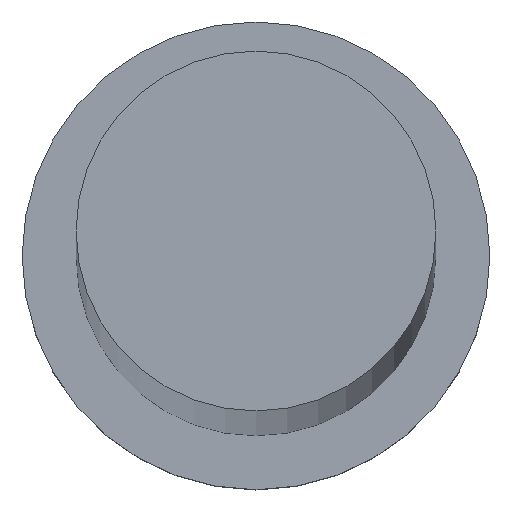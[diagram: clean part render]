
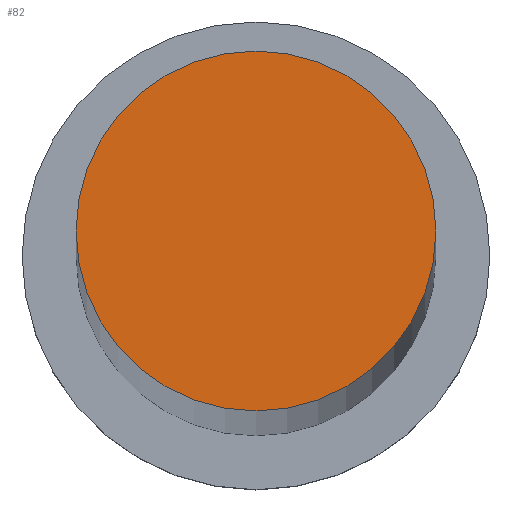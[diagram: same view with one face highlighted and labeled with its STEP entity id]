
A CAD part, top view. The second image highlights one B-rep face of the part: STEP entity #82.
In plain terms, the highlighted planar face has unit normal (0, 0, 1).
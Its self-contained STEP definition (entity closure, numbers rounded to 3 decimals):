
#6 = AXIS2_PLACEMENT_3D ( 'NONE', #231, #133, #235 ) ;
#14 = DIRECTION ( 'NONE',  ( 0., 0., 1. ) ) ;
#31 = CARTESIAN_POINT ( 'NONE',  ( -10., 0., 800. ) ) ;
#44 = AXIS2_PLACEMENT_3D ( 'NONE', #200, #95, #69 ) ;
#60 = ORIENTED_EDGE ( 'NONE', *, *, #245, .T. ) ;
#62 = EDGE_LOOP ( 'NONE', ( #129, #60 ) ) ;
#65 = CIRCLE ( 'NONE', #103, 10. ) ;
#69 = DIRECTION ( 'NONE',  ( 1., 0., 0. ) ) ;
#82 = ADVANCED_FACE ( 'NONE', ( #150 ), #175, .T. ) ;
#95 = DIRECTION ( 'NONE',  ( 0., 0., 1. ) ) ;
#103 = AXIS2_PLACEMENT_3D ( 'NONE', #189, #14, #172 ) ;
#122 = VERTEX_POINT ( 'NONE', #31 ) ;
#129 = ORIENTED_EDGE ( 'NONE', *, *, #158, .T. ) ;
#133 = DIRECTION ( 'NONE',  ( 0., 0., 1. ) ) ;
#150 = FACE_OUTER_BOUND ( 'NONE', #62, .T. ) ;
#158 = EDGE_CURVE ( 'NONE', #122, #241, #65, .T. ) ;
#159 = CARTESIAN_POINT ( 'NONE',  ( 10., 0., 800. ) ) ;
#172 = DIRECTION ( 'NONE',  ( 1., 0., 0. ) ) ;
#175 = PLANE ( 'NONE',  #6 ) ;
#189 = CARTESIAN_POINT ( 'NONE',  ( 0., 0., 800. ) ) ;
#200 = CARTESIAN_POINT ( 'NONE',  ( 0., 0., 800. ) ) ;
#231 = CARTESIAN_POINT ( 'NONE',  ( 0., 0., 800. ) ) ;
#235 = DIRECTION ( 'NONE',  ( 1., 0., 0. ) ) ;
#237 = CIRCLE ( 'NONE', #44, 10. ) ;
#241 = VERTEX_POINT ( 'NONE', #159 ) ;
#245 = EDGE_CURVE ( 'NONE', #241, #122, #237, .T. ) ;
